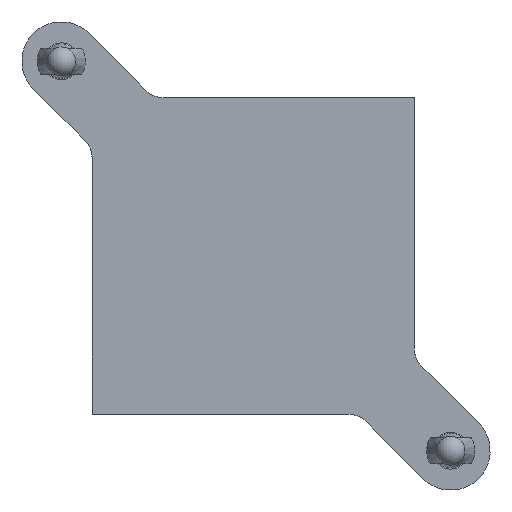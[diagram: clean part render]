
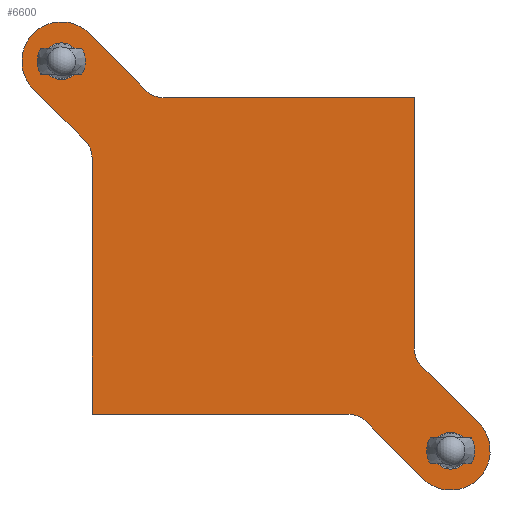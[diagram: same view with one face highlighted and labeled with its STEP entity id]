
A CAD part, front view. The second image highlights one B-rep face of the part: STEP entity #6600.
In plain terms, the highlighted planar face has unit normal (0, -1, 0).
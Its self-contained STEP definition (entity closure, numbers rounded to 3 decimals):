
#209=FACE_BOUND('',#1157,.T.);
#210=FACE_BOUND('',#1158,.T.);
#389=PLANE('',#7032);
#717=FACE_OUTER_BOUND('',#1156,.T.);
#1156=EDGE_LOOP('',(#5501,#5502,#5503,#5504,#5505,#5506,#5507,#5508,#5509,
#5510,#5511,#5512,#5513,#5514));
#1157=EDGE_LOOP('',(#5515));
#1158=EDGE_LOOP('',(#5516));
#2046=LINE('',#10328,#2838);
#2047=LINE('',#10332,#2839);
#2051=LINE('',#10338,#2843);
#2052=LINE('',#10342,#2844);
#2055=LINE('',#10347,#2847);
#2058=LINE('',#10352,#2850);
#2059=LINE('',#10355,#2851);
#2062=LINE('',#10360,#2854);
#2838=VECTOR('',#8351,1000.);
#2839=VECTOR('',#8354,1000.);
#2843=VECTOR('',#8360,1000.);
#2844=VECTOR('',#8363,1000.);
#2847=VECTOR('',#8368,1000.);
#2850=VECTOR('',#8373,1000.);
#2851=VECTOR('',#8376,1000.);
#2854=VECTOR('',#8381,1000.);
#2943=CIRCLE('',#6840,1.6);
#2945=CIRCLE('',#6843,1.6);
#2947=CIRCLE('',#6846,3.429);
#2954=CIRCLE('',#7023,3.429);
#2955=CIRCLE('',#7033,2.);
#2956=CIRCLE('',#7034,2.);
#2957=CIRCLE('',#7035,2.);
#2958=CIRCLE('',#7036,2.);
#3007=VERTEX_POINT('',#8985);
#3009=VERTEX_POINT('',#8991);
#3011=VERTEX_POINT('',#8997);
#3012=VERTEX_POINT('',#8998);
#3475=VERTEX_POINT('',#10320);
#3476=VERTEX_POINT('',#10322);
#3477=VERTEX_POINT('',#10326);
#3478=VERTEX_POINT('',#10330);
#3479=VERTEX_POINT('',#10331);
#3480=VERTEX_POINT('',#10336);
#3481=VERTEX_POINT('',#10340);
#3482=VERTEX_POINT('',#10341);
#3483=VERTEX_POINT('',#10346);
#3484=VERTEX_POINT('',#10350);
#3485=VERTEX_POINT('',#10354);
#3486=VERTEX_POINT('',#10358);
#3615=EDGE_CURVE('',#3007,#3007,#2943,.T.);
#3618=EDGE_CURVE('',#3009,#3009,#2945,.T.);
#3621=EDGE_CURVE('',#3011,#3012,#2947,.T.);
#4311=EDGE_CURVE('',#3475,#3476,#2954,.T.);
#4314=EDGE_CURVE('',#3477,#3475,#2046,.T.);
#4315=EDGE_CURVE('',#3478,#3479,#2047,.T.);
#4319=EDGE_CURVE('',#3480,#3011,#2051,.T.);
#4320=EDGE_CURVE('',#3481,#3482,#2052,.T.);
#4323=EDGE_CURVE('',#3012,#3483,#2055,.T.);
#4326=EDGE_CURVE('',#3484,#3481,#2058,.T.);
#4327=EDGE_CURVE('',#3476,#3485,#2059,.T.);
#4330=EDGE_CURVE('',#3486,#3478,#2062,.T.);
#4331=EDGE_CURVE('',#3480,#3482,#2955,.T.);
#4332=EDGE_CURVE('',#3484,#3485,#2956,.T.);
#4333=EDGE_CURVE('',#3477,#3479,#2957,.T.);
#4334=EDGE_CURVE('',#3486,#3483,#2958,.T.);
#5501=ORIENTED_EDGE('',*,*,#4319,.F.);
#5502=ORIENTED_EDGE('',*,*,#4331,.T.);
#5503=ORIENTED_EDGE('',*,*,#4320,.F.);
#5504=ORIENTED_EDGE('',*,*,#4326,.F.);
#5505=ORIENTED_EDGE('',*,*,#4332,.T.);
#5506=ORIENTED_EDGE('',*,*,#4327,.F.);
#5507=ORIENTED_EDGE('',*,*,#4311,.F.);
#5508=ORIENTED_EDGE('',*,*,#4314,.F.);
#5509=ORIENTED_EDGE('',*,*,#4333,.T.);
#5510=ORIENTED_EDGE('',*,*,#4315,.F.);
#5511=ORIENTED_EDGE('',*,*,#4330,.F.);
#5512=ORIENTED_EDGE('',*,*,#4334,.T.);
#5513=ORIENTED_EDGE('',*,*,#4323,.F.);
#5514=ORIENTED_EDGE('',*,*,#3621,.F.);
#5515=ORIENTED_EDGE('',*,*,#3615,.T.);
#5516=ORIENTED_EDGE('',*,*,#3618,.T.);
#6600=ADVANCED_FACE('',(#717,#209,#210),#389,.F.);
#6840=AXIS2_PLACEMENT_3D('',#8986,#7294,#7295);
#6843=AXIS2_PLACEMENT_3D('',#8992,#7301,#7302);
#6846=AXIS2_PLACEMENT_3D('',#8999,#7308,#7309);
#7023=AXIS2_PLACEMENT_3D('',#10323,#8345,#8346);
#7032=AXIS2_PLACEMENT_3D('',#10361,#8382,#8383);
#7033=AXIS2_PLACEMENT_3D('',#10362,#8384,#8385);
#7034=AXIS2_PLACEMENT_3D('',#10363,#8386,#8387);
#7035=AXIS2_PLACEMENT_3D('',#10364,#8388,#8389);
#7036=AXIS2_PLACEMENT_3D('',#10365,#8390,#8391);
#7294=DIRECTION('center_axis',(0.,1.,0.));
#7295=DIRECTION('ref_axis',(-1.,0.,0.));
#7301=DIRECTION('center_axis',(0.,1.,0.));
#7302=DIRECTION('ref_axis',(-1.,0.,0.));
#7308=DIRECTION('center_axis',(0.,1.,0.));
#7309=DIRECTION('ref_axis',(-1.,0.,0.));
#8345=DIRECTION('center_axis',(0.,1.,0.));
#8346=DIRECTION('ref_axis',(-1.,0.,0.));
#8351=DIRECTION('',(0.707,0.,-0.707));
#8354=DIRECTION('',(0.,0.,-1.));
#8360=DIRECTION('',(-0.707,0.,0.707));
#8363=DIRECTION('',(0.,0.,1.));
#8368=DIRECTION('',(0.707,0.,-0.707));
#8373=DIRECTION('',(-1.,0.,0.));
#8376=DIRECTION('',(-0.707,0.,0.707));
#8381=DIRECTION('',(1.,0.,0.));
#8382=DIRECTION('center_axis',(0.,1.,0.));
#8383=DIRECTION('ref_axis',(-1.,0.,0.));
#8384=DIRECTION('center_axis',(0.,1.,0.));
#8385=DIRECTION('ref_axis',(-1.,0.,0.));
#8386=DIRECTION('center_axis',(0.,1.,0.));
#8387=DIRECTION('ref_axis',(-1.,0.,0.));
#8388=DIRECTION('center_axis',(0.,1.,0.));
#8389=DIRECTION('ref_axis',(-1.,0.,0.));
#8390=DIRECTION('center_axis',(0.,1.,0.));
#8391=DIRECTION('ref_axis',(-1.,0.,0.));
#8985=CARTESIAN_POINT('',(18.525,0.,-16.925));
#8986=CARTESIAN_POINT('Origin',(16.925,0.,
-16.925));
#8991=CARTESIAN_POINT('',(-15.325,0.,16.925));
#8992=CARTESIAN_POINT('Origin',(-16.925,0.,
16.925));
#8997=CARTESIAN_POINT('',(-19.35,0.,14.5));
#8998=CARTESIAN_POINT('',(-14.5,0.,19.35));
#8999=CARTESIAN_POINT('Origin',(-16.925,0.,
16.925));
#10320=CARTESIAN_POINT('',(19.35,0.,-14.5));
#10322=CARTESIAN_POINT('',(14.5,0.,-19.35));
#10323=CARTESIAN_POINT('Origin',(16.925,0.,
-16.925));
#10326=CARTESIAN_POINT('',(14.336,0.,-9.486));
#10328=CARTESIAN_POINT('',(13.75,0.,-8.901));
#10330=CARTESIAN_POINT('',(13.75,0.,13.75));
#10331=CARTESIAN_POINT('',(13.75,0.,-8.072));
#10332=CARTESIAN_POINT('',(13.75,0.,13.75));
#10336=CARTESIAN_POINT('',(-14.836,0.,9.986));
#10338=CARTESIAN_POINT('',(-14.25,0.,9.401));
#10340=CARTESIAN_POINT('',(-14.25,0.,-13.75));
#10341=CARTESIAN_POINT('',(-14.25,0.,8.572));
#10342=CARTESIAN_POINT('',(-14.25,0.,-13.75));
#10346=CARTESIAN_POINT('',(-9.486,0.,14.336));
#10347=CARTESIAN_POINT('',(-14.5,0.,19.35));
#10350=CARTESIAN_POINT('',(8.072,0.,-13.75));
#10352=CARTESIAN_POINT('',(-14.25,0.,-13.75));
#10354=CARTESIAN_POINT('',(9.486,0.,-14.336));
#10355=CARTESIAN_POINT('',(8.901,0.,-13.75));
#10358=CARTESIAN_POINT('',(-8.072,0.,13.75));
#10360=CARTESIAN_POINT('',(-8.901,0.,13.75));
#10361=CARTESIAN_POINT('Origin',(-22.5,0.,22.5));
#10362=CARTESIAN_POINT('Origin',(-16.25,0.,8.572));
#10363=CARTESIAN_POINT('Origin',(8.072,0.,
-15.75));
#10364=CARTESIAN_POINT('Origin',(15.75,0.,-8.072));
#10365=CARTESIAN_POINT('Origin',(-8.072,0.,
15.75));
